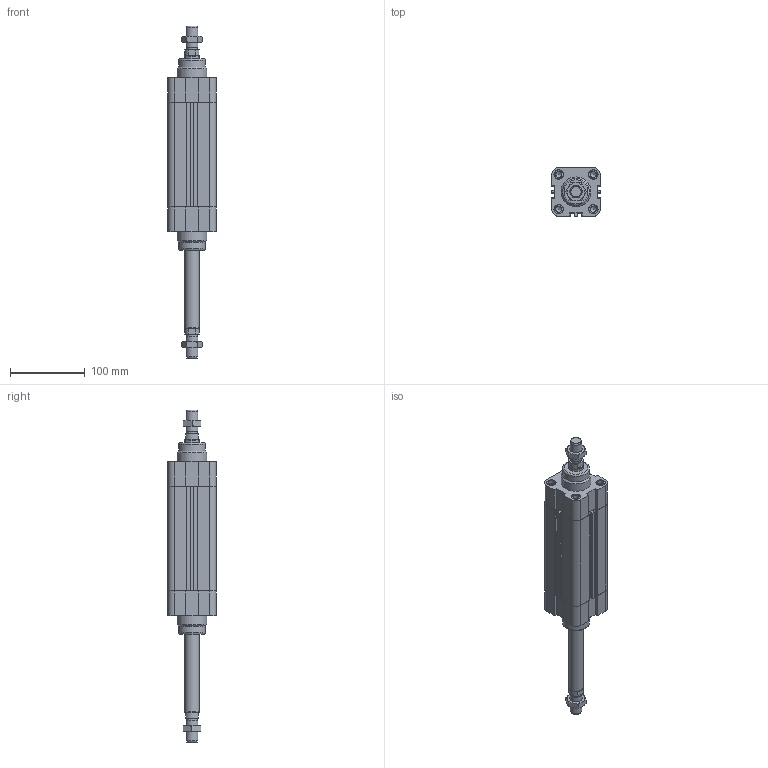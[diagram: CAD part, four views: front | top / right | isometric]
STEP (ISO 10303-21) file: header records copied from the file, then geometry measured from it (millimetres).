
FILE_DESCRIPTION((''),'2;1');
FILE_NAME('1386_50_0100_02.iam.stp','2009-07-07T10:49:44',(''),(''),'Autodesk Inventor 2010','Autodesk Inventor 2010','');
FILE_SCHEMA(('AUTOMOTIVE_DESIGN { 1 0 10303 214 1 1 1 1 }'));
Length unit declared in the file: millimetre
Products named in the file (5): 1386_50_0100_02; 1386_05_50_0000; 1386_06_50_0100; 1386_03_50_0100; 1320_50_18F
Assembly tree (6 placements, depth 2):
  1386_50_0100_02
    1386_05_50_0000  x2
    1386_06_50_0100
    1386_03_50_0100
    1320_50_18F  x2
Bounding box: 65 x 65 x 444 mm (x, y, z)
Volume: 754536.5 mm3; surface area: 161496.4 mm2
Topology: 6 solids, 6 shells, 266 faces, 615 edges, 398 vertices
Faces by surface type: plane 137, bspline 51, cylinder 43, cone 33, torus 2
Full cylindrical faces by diameter (mm): 12 x8, 12.5 x8, 14.5 x2, 16 x2, 19.5 x2, 20 x2, 36 x2, 40 x2, 49 x2, 50 x1
Entity records: 5315 total; most frequent: CARTESIAN_POINT 1196, DIRECTION 764, ORIENTED_EDGE 726, EDGE_CURVE 363, AXIS2_PLACEMENT_3D 265, VERTEX_POINT 261, EDGE_LOOP 250, VECTOR 234
